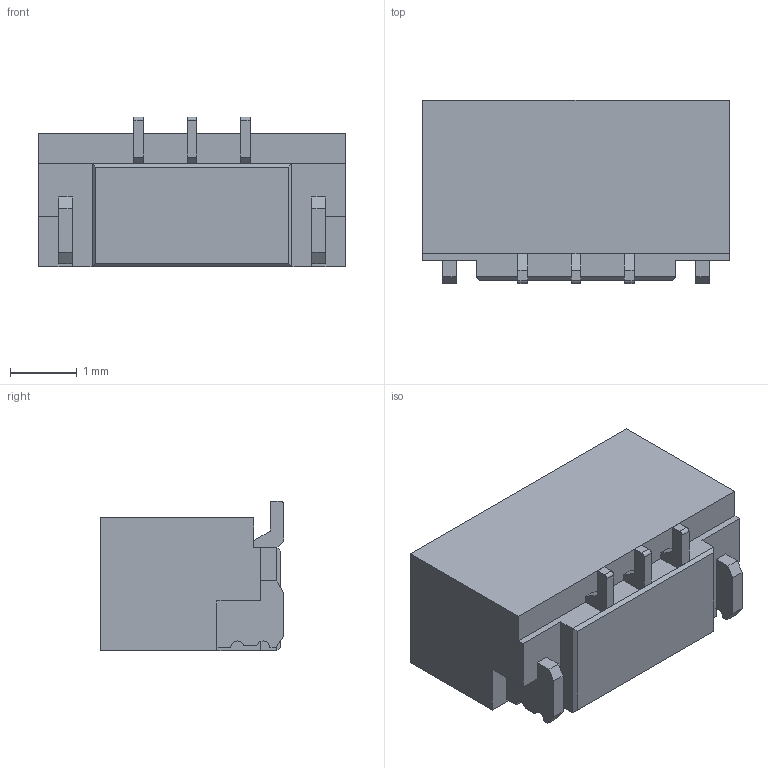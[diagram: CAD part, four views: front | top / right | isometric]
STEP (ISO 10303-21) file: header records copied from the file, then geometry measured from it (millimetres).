
FILE_DESCRIPTION (( 'STEP AP214' ), '1' );
FILE_NAME ('BM03B-SURS-TF(LF)(SN).STEP', '2020-03-22T19:30:50', ( '' ), ( '' ), 'SwSTEP 2.0', 'SolidWorks 2017', '' );
FILE_SCHEMA (( 'AUTOMOTIVE_DESIGN' ));
Length unit declared in the file: millimetre
Products named in the file (1): BM03B-SURS-TF(LF)(SN)
Bounding box: 4.6 x 2.75 x 2.25 mm (x, y, z)
Volume: 17.6 mm3; surface area: 85.9 mm2
Topology: 12 solids, 12 shells, 178 faces, 421 edges, 268 vertices
Faces by surface type: plane 167, cylinder 11
Entity records: 5116 total; most frequent: CARTESIAN_POINT 868, ORIENTED_EDGE 842, DIRECTION 801, EDGE_CURVE 421, VECTOR 399, LINE 399, VERTEX_POINT 268, AXIS2_PLACEMENT_3D 201
